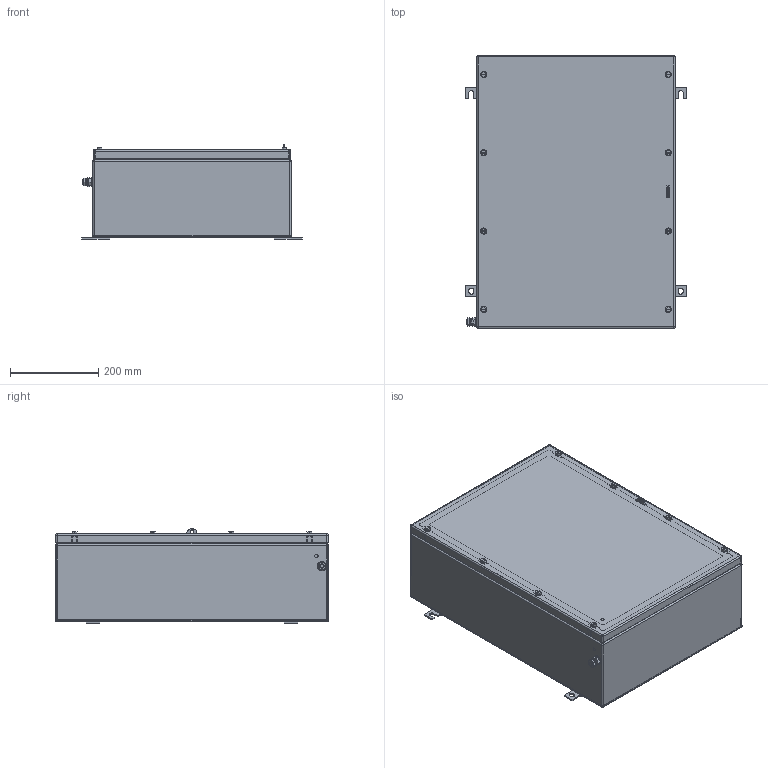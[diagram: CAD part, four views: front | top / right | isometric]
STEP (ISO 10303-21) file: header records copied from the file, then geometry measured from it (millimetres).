
FILE_DESCRIPTION(('CATIA V5 STEP Exchange','CAx-IF Rec.Pracs.--- Model Styling and Organization---1.4--- 2014-01-23'),'2;1');
FILE_NAME ('008574-6_2_1195350000_1195350000.stp','2019-07-18T13:55:25+00:00',('none'),('Weidmueller'),'CATIA Version 5-6 Release 2016 SP3 HF44','CATIA V5 STEP AP214','none');
FILE_SCHEMA(('AUTOMOTIVE_DESIGN { 1 0 10303 214 1 1 1 1 }'));
Products named in the file (1): 1195350000
Bounding box: 501 x 620 x 214.9 mm (x, y, z)
Volume: 1791273.8 mm3; surface area: 2270780.1 mm2
Topology: 48 solids, 48 shells, 1853 faces, 4436 edges, 2608 vertices
Faces by surface type: plane 736, cylinder 713, torus 148, sphere 112, cone 104, bspline 40
Entity records: 52781 total; most frequent: CARTESIAN_POINT 12769, ORIENTED_EDGE 8608, DIRECTION 7067, EDGE_CURVE 4304, AXIS2_PLACEMENT_3D 3124, VERTEX_POINT 2608, VECTOR 2456, LINE 2456
